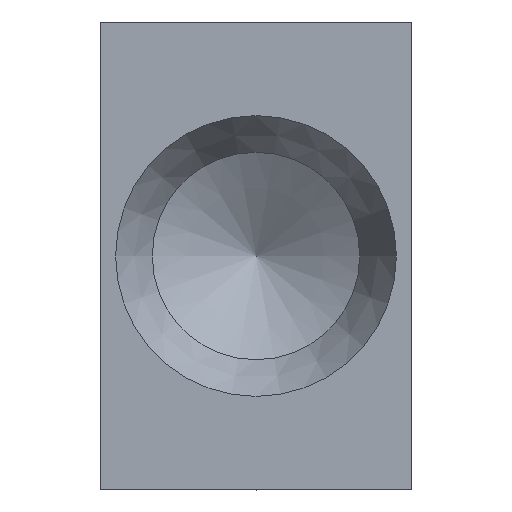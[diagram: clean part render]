
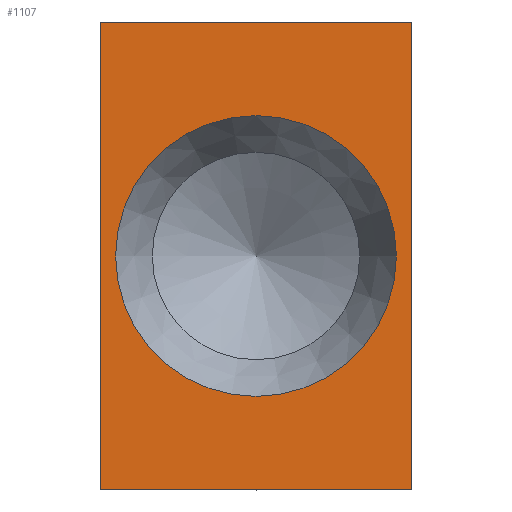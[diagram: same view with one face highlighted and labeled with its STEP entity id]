
A CAD part, left-side view. The second image highlights one B-rep face of the part: STEP entity #1107.
In plain terms, the highlighted planar face has unit normal (-1, 0, 0).
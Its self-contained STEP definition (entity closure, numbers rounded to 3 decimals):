
#125 = EDGE_CURVE('',#126,#126,#128,.T.);
#126 = VERTEX_POINT('',#127);
#127 = CARTESIAN_POINT('',(0.,4.5,0.)
  );
#128 = SURFACE_CURVE('',#129,(#134,#168),.PCURVE_S1.);
#129 = CIRCLE('',#130,4.5);
#130 = AXIS2_PLACEMENT_3D('',#131,#132,#133);
#131 = CARTESIAN_POINT('',(0.,0.,
    0.));
#132 = DIRECTION('',(1.,0.,0.));
#133 = DIRECTION('',(0.,1.,0.));
#134 = PCURVE('',#135,#140);
#135 = CONICAL_SURFACE('',#136,3.912,0.524);
#136 = AXIS2_PLACEMENT_3D('',#137,#138,#139);
#137 = CARTESIAN_POINT('',(1.019,0.,
    0.));
#138 = DIRECTION('',(-1.,0.,0.));
#139 = DIRECTION('',(0.,1.,0.));
#140 = DEFINITIONAL_REPRESENTATION('',(#141),#167);
#141 = B_SPLINE_CURVE_WITH_KNOTS('',3,(#142,#143,#144,#145,#146,#147,
    #148,#149,#150,#151,#152,#153,#154,#155,#156,#157,#158,#159,#160,
    #161,#162,#163,#164,#165,#166),.UNSPECIFIED.,.F.,.F.,(4,1,1,1,1,1,1,
    1,1,1,1,1,1,1,1,1,1,1,1,1,1,1,4),(0.,0.286,
    0.571,0.857,1.142,1.428,
    1.714,1.999,2.285,2.57,
    2.856,3.142,3.427,3.713,
    3.998,4.284,4.57,4.855,
    5.141,5.426,5.712,5.998,
    6.283),.UNSPECIFIED.);
#142 = CARTESIAN_POINT('',(6.283,1.019));
#143 = CARTESIAN_POINT('',(6.188,1.019));
#144 = CARTESIAN_POINT('',(5.998,1.019));
#145 = CARTESIAN_POINT('',(5.712,1.019));
#146 = CARTESIAN_POINT('',(5.426,1.019));
#147 = CARTESIAN_POINT('',(5.141,1.019));
#148 = CARTESIAN_POINT('',(4.855,1.019));
#149 = CARTESIAN_POINT('',(4.57,1.019));
#150 = CARTESIAN_POINT('',(4.284,1.019));
#151 = CARTESIAN_POINT('',(3.998,1.019));
#152 = CARTESIAN_POINT('',(3.713,1.019));
#153 = CARTESIAN_POINT('',(3.427,1.019));
#154 = CARTESIAN_POINT('',(3.142,1.019));
#155 = CARTESIAN_POINT('',(2.856,1.019));
#156 = CARTESIAN_POINT('',(2.57,1.019));
#157 = CARTESIAN_POINT('',(2.285,1.019));
#158 = CARTESIAN_POINT('',(1.999,1.019));
#159 = CARTESIAN_POINT('',(1.714,1.019));
#160 = CARTESIAN_POINT('',(1.428,1.019));
#161 = CARTESIAN_POINT('',(1.142,1.019));
#162 = CARTESIAN_POINT('',(0.857,1.019));
#163 = CARTESIAN_POINT('',(0.571,1.019));
#164 = CARTESIAN_POINT('',(0.286,1.019));
#165 = CARTESIAN_POINT('',(0.095,1.019));
#166 = CARTESIAN_POINT('',(0.,1.019));
#167 = ( GEOMETRIC_REPRESENTATION_CONTEXT(2) 
PARAMETRIC_REPRESENTATION_CONTEXT() REPRESENTATION_CONTEXT('2D SPACE',''
  ) );
#168 = PCURVE('',#169,#174);
#169 = PLANE('',#170);
#170 = AXIS2_PLACEMENT_3D('',#171,#172,#173);
#171 = CARTESIAN_POINT('',(0.,0.,
    -5.));
#172 = DIRECTION('',(-1.,0.,0.));
#173 = DIRECTION('',(0.,1.,0.));
#174 = DEFINITIONAL_REPRESENTATION('',(#175),#183);
#175 = ( BOUNDED_CURVE() B_SPLINE_CURVE(2,(#176,#177,#178,#179,#180,#181
,#182),.UNSPECIFIED.,.T.,.F.) B_SPLINE_CURVE_WITH_KNOTS((1,2,2,2,2,1),(
    -2.094,0.,2.094,4.189,6.283,
8.378),.UNSPECIFIED.) CURVE() GEOMETRIC_REPRESENTATION_ITEM() 
RATIONAL_B_SPLINE_CURVE((1.,0.5,1.,0.5,1.,0.5,1.)) REPRESENTATION_ITEM(
  '') );
#176 = CARTESIAN_POINT('',(4.5,-5.));
#177 = CARTESIAN_POINT('',(4.5,-12.794));
#178 = CARTESIAN_POINT('',(-2.25,-8.897));
#179 = CARTESIAN_POINT('',(-9.,-5.));
#180 = CARTESIAN_POINT('',(-2.25,-1.103));
#181 = CARTESIAN_POINT('',(4.5,2.794));
#182 = CARTESIAN_POINT('',(4.5,-5.));
#183 = ( GEOMETRIC_REPRESENTATION_CONTEXT(2) 
PARAMETRIC_REPRESENTATION_CONTEXT() REPRESENTATION_CONTEXT('2D SPACE',''
  ) );
#442 = PLANE('',#443);
#443 = AXIS2_PLACEMENT_3D('',#444,#445,#446);
#444 = CARTESIAN_POINT('',(32.215,5.,-7.5));
#445 = DIRECTION('',(0.,-1.,0.));
#446 = DIRECTION('',(-1.,0.,0.));
#627 = EDGE_CURVE('',#628,#630,#632,.T.);
#628 = VERTEX_POINT('',#629);
#629 = CARTESIAN_POINT('',(0.,5.,7.5));
#630 = VERTEX_POINT('',#631);
#631 = CARTESIAN_POINT('',(0.,5.,-7.5));
#632 = SURFACE_CURVE('',#633,(#637,#644),.PCURVE_S1.);
#633 = LINE('',#634,#635);
#634 = CARTESIAN_POINT('',(0.,5.,7.5));
#635 = VECTOR('',#636,1.);
#636 = DIRECTION('',(0.,0.,-1.));
#637 = PCURVE('',#442,#638);
#638 = DEFINITIONAL_REPRESENTATION('',(#639),#643);
#639 = LINE('',#640,#641);
#640 = CARTESIAN_POINT('',(32.215,-15.));
#641 = VECTOR('',#642,1.);
#642 = DIRECTION('',(0.,1.));
#643 = ( GEOMETRIC_REPRESENTATION_CONTEXT(2) 
PARAMETRIC_REPRESENTATION_CONTEXT() REPRESENTATION_CONTEXT('2D SPACE',''
  ) );
#644 = PCURVE('',#169,#645);
#645 = DEFINITIONAL_REPRESENTATION('',(#646),#650);
#646 = LINE('',#647,#648);
#647 = CARTESIAN_POINT('',(5.,-12.5));
#648 = VECTOR('',#649,1.);
#649 = DIRECTION('',(0.,1.));
#650 = ( GEOMETRIC_REPRESENTATION_CONTEXT(2) 
PARAMETRIC_REPRESENTATION_CONTEXT() REPRESENTATION_CONTEXT('2D SPACE',''
  ) );
#668 = PLANE('',#669);
#669 = AXIS2_PLACEMENT_3D('',#670,#671,#672);
#670 = CARTESIAN_POINT('',(0.,-10.,7.5));
#671 = DIRECTION('',(0.,0.,-1.));
#672 = DIRECTION('',(0.,-1.,0.));
#745 = PLANE('',#746);
#746 = AXIS2_PLACEMENT_3D('',#747,#748,#749);
#747 = CARTESIAN_POINT('',(29.414,-10.,-7.5));
#748 = DIRECTION('',(0.,0.,1.));
#749 = DIRECTION('',(0.,1.,0.));
#823 = PLANE('',#824);
#824 = AXIS2_PLACEMENT_3D('',#825,#826,#827);
#825 = CARTESIAN_POINT('',(-1.961,-5.,-7.5));
#826 = DIRECTION('',(0.,1.,0.));
#827 = DIRECTION('',(1.,0.,0.));
#843 = EDGE_CURVE('',#844,#846,#848,.T.);
#844 = VERTEX_POINT('',#845);
#845 = CARTESIAN_POINT('',(0.,-5.,-7.5));
#846 = VERTEX_POINT('',#847);
#847 = CARTESIAN_POINT('',(0.,-5.,7.5));
#848 = SURFACE_CURVE('',#849,(#853,#860),.PCURVE_S1.);
#849 = LINE('',#850,#851);
#850 = CARTESIAN_POINT('',(0.,-5.,-7.5));
#851 = VECTOR('',#852,1.);
#852 = DIRECTION('',(0.,0.,1.));
#853 = PCURVE('',#823,#854);
#854 = DEFINITIONAL_REPRESENTATION('',(#855),#859);
#855 = LINE('',#856,#857);
#856 = CARTESIAN_POINT('',(1.961,0.));
#857 = VECTOR('',#858,1.);
#858 = DIRECTION('',(0.,-1.));
#859 = ( GEOMETRIC_REPRESENTATION_CONTEXT(2) 
PARAMETRIC_REPRESENTATION_CONTEXT() REPRESENTATION_CONTEXT('2D SPACE',''
  ) );
#860 = PCURVE('',#169,#861);
#861 = DEFINITIONAL_REPRESENTATION('',(#862),#866);
#862 = LINE('',#863,#864);
#863 = CARTESIAN_POINT('',(-5.,2.5));
#864 = VECTOR('',#865,1.);
#865 = DIRECTION('',(0.,-1.));
#866 = ( GEOMETRIC_REPRESENTATION_CONTEXT(2) 
PARAMETRIC_REPRESENTATION_CONTEXT() REPRESENTATION_CONTEXT('2D SPACE',''
  ) );
#1010 = EDGE_CURVE('',#846,#628,#1011,.T.);
#1011 = SURFACE_CURVE('',#1012,(#1016,#1023),.PCURVE_S1.);
#1012 = LINE('',#1013,#1014);
#1013 = CARTESIAN_POINT('',(0.,-5.,7.5));
#1014 = VECTOR('',#1015,1.);
#1015 = DIRECTION('',(0.,1.,0.));
#1016 = PCURVE('',#668,#1017);
#1017 = DEFINITIONAL_REPRESENTATION('',(#1018),#1022);
#1018 = LINE('',#1019,#1020);
#1019 = CARTESIAN_POINT('',(-5.,0.));
#1020 = VECTOR('',#1021,1.);
#1021 = DIRECTION('',(-1.,0.));
#1022 = ( GEOMETRIC_REPRESENTATION_CONTEXT(2) 
PARAMETRIC_REPRESENTATION_CONTEXT() REPRESENTATION_CONTEXT('2D SPACE',''
  ) );
#1023 = PCURVE('',#169,#1024);
#1024 = DEFINITIONAL_REPRESENTATION('',(#1025),#1029);
#1025 = LINE('',#1026,#1027);
#1026 = CARTESIAN_POINT('',(-5.,-12.5));
#1027 = VECTOR('',#1028,1.);
#1028 = DIRECTION('',(1.,0.));
#1029 = ( GEOMETRIC_REPRESENTATION_CONTEXT(2) 
PARAMETRIC_REPRESENTATION_CONTEXT() REPRESENTATION_CONTEXT('2D SPACE',''
  ) );
#1085 = EDGE_CURVE('',#630,#844,#1086,.T.);
#1086 = SURFACE_CURVE('',#1087,(#1091,#1098),.PCURVE_S1.);
#1087 = LINE('',#1088,#1089);
#1088 = CARTESIAN_POINT('',(0.,5.,-7.5));
#1089 = VECTOR('',#1090,1.);
#1090 = DIRECTION('',(0.,-1.,0.));
#1091 = PCURVE('',#745,#1092);
#1092 = DEFINITIONAL_REPRESENTATION('',(#1093),#1097);
#1093 = LINE('',#1094,#1095);
#1094 = CARTESIAN_POINT('',(15.,29.414));
#1095 = VECTOR('',#1096,1.);
#1096 = DIRECTION('',(-1.,0.));
#1097 = ( GEOMETRIC_REPRESENTATION_CONTEXT(2) 
PARAMETRIC_REPRESENTATION_CONTEXT() REPRESENTATION_CONTEXT('2D SPACE',''
  ) );
#1098 = PCURVE('',#169,#1099);
#1099 = DEFINITIONAL_REPRESENTATION('',(#1100),#1104);
#1100 = LINE('',#1101,#1102);
#1101 = CARTESIAN_POINT('',(5.,2.5));
#1102 = VECTOR('',#1103,1.);
#1103 = DIRECTION('',(-1.,0.));
#1104 = ( GEOMETRIC_REPRESENTATION_CONTEXT(2) 
PARAMETRIC_REPRESENTATION_CONTEXT() REPRESENTATION_CONTEXT('2D SPACE',''
  ) );
#1107 = ADVANCED_FACE('',(#1108,#1114),#169,.T.);
#1108 = FACE_BOUND('',#1109,.T.);
#1109 = EDGE_LOOP('',(#1110,#1111,#1112,#1113));
#1110 = ORIENTED_EDGE('',*,*,#843,.T.);
#1111 = ORIENTED_EDGE('',*,*,#1010,.T.);
#1112 = ORIENTED_EDGE('',*,*,#627,.T.);
#1113 = ORIENTED_EDGE('',*,*,#1085,.T.);
#1114 = FACE_BOUND('',#1115,.T.);
#1115 = EDGE_LOOP('',(#1116));
#1116 = ORIENTED_EDGE('',*,*,#125,.T.);
